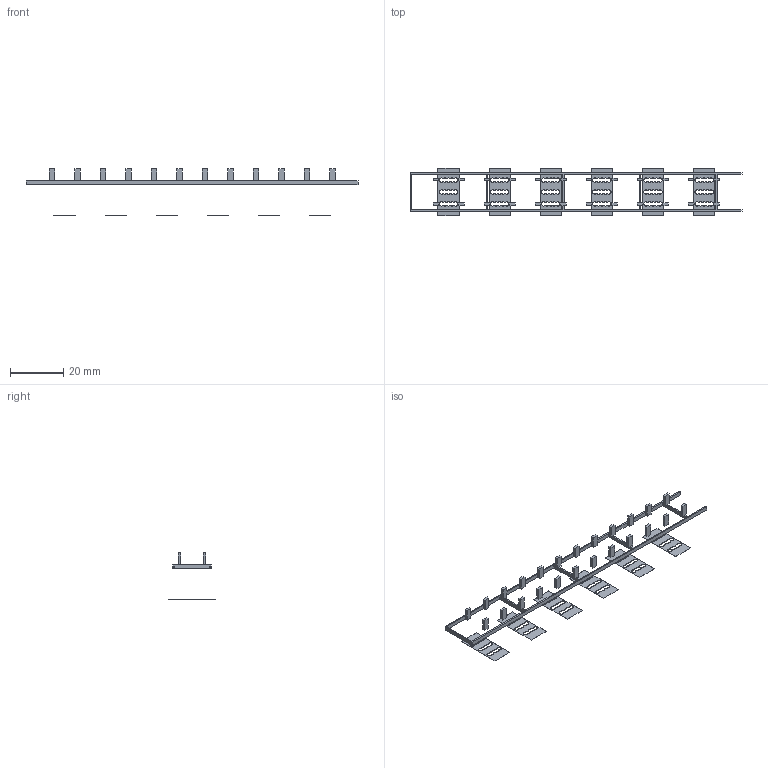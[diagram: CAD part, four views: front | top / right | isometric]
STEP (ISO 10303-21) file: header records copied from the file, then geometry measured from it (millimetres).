
FILE_DESCRIPTION(('Open CASCADE Model'),'2;1');
FILE_NAME('Open CASCADE Shape Model','2026-02-12T16:12:24',('Author'),( 'Open CASCADE'),'Open CASCADE STEP processor 7.8','Open CASCADE 7.8' ,'Unknown');
FILE_SCHEMA(('AUTOMOTIVE_DESIGN { 1 0 10303 214 1 1 1 1 }'));
Length unit declared in the file: millimetre
Products named in the file (24): Open CASCADE STEP translator 7.8 4; Open CASCADE STEP translator 7.8 4.1; Open CASCADE STEP translator 7.8 4.2; Open CASCADE STEP translator 7.8 4.3; Open CASCADE STEP translator 7.8 4.4; Open CASCADE STEP translator 7.8 4.5; Open CASCADE STEP translator 7.8 4.6; Open CASCADE STEP translator 7.8 4.7; Open CASCADE STEP translator 7.8 4.8; Open CASCADE STEP translator 7.8 4.9; Open CASCADE STEP translator 7.8 4.10; Open CASCADE STEP translator 7.8 4.11; Open CASCADE STEP translator 7.8 4.12; Open CASCADE STEP translator 7.8 4.13; Open CASCADE STEP translator 7.8 4.14; Open CASCADE STEP translator 7.8 4.15; Open CASCADE STEP translator 7.8 4.16; Open CASCADE STEP translator 7.8 4.17; Open CASCADE STEP translator 7.8 4.18; Open CASCADE STEP translator 7.8 4.19; Open CASCADE STEP translator 7.8 4.20; Open CASCADE STEP translator 7.8 4.21; Open CASCADE STEP translator 7.8 4.22; Open CASCADE STEP translator 7.8 4.23
Assembly tree (23 placements, depth 2):
  Open CASCADE STEP translator 7.8 4
    Open CASCADE STEP translator 7.8 4.1
    Open CASCADE STEP translator 7.8 4.2
    Open CASCADE STEP translator 7.8 4.3
    Open CASCADE STEP translator 7.8 4.4
    Open CASCADE STEP translator 7.8 4.5
    Open CASCADE STEP translator 7.8 4.6
    Open CASCADE STEP translator 7.8 4.7
    Open CASCADE STEP translator 7.8 4.8
    Open CASCADE STEP translator 7.8 4.9
    Open CASCADE STEP translator 7.8 4.10
    Open CASCADE STEP translator 7.8 4.11
    Open CASCADE STEP translator 7.8 4.12
    Open CASCADE STEP translator 7.8 4.13
    Open CASCADE STEP translator 7.8 4.14
    Open CASCADE STEP translator 7.8 4.15
    Open CASCADE STEP translator 7.8 4.16
    Open CASCADE STEP translator 7.8 4.17
    Open CASCADE STEP translator 7.8 4.18
    Open CASCADE STEP translator 7.8 4.19
    Open CASCADE STEP translator 7.8 4.20
    Open CASCADE STEP translator 7.8 4.21
    Open CASCADE STEP translator 7.8 4.22
    Open CASCADE STEP translator 7.8 4.23
Bounding box: 125.25 x 18 x 17.52 mm (x, y, z)
Volume: 526.2 mm3; surface area: 3472.5 mm2
Topology: 23 solids, 23 shells, 366 faces, 940 edges, 616 vertices
Faces by surface type: plane 222, cylinder 144
Entity records: 24142 total; most frequent: CARTESIAN_POINT 4622, DIRECTION 3722, LINE 2204, VECTOR 2204, ORIENTED_EDGE 1880, PCURVE 1880, DEFINITIONAL_REPRESENTATION 1880, EDGE_CURVE 940
